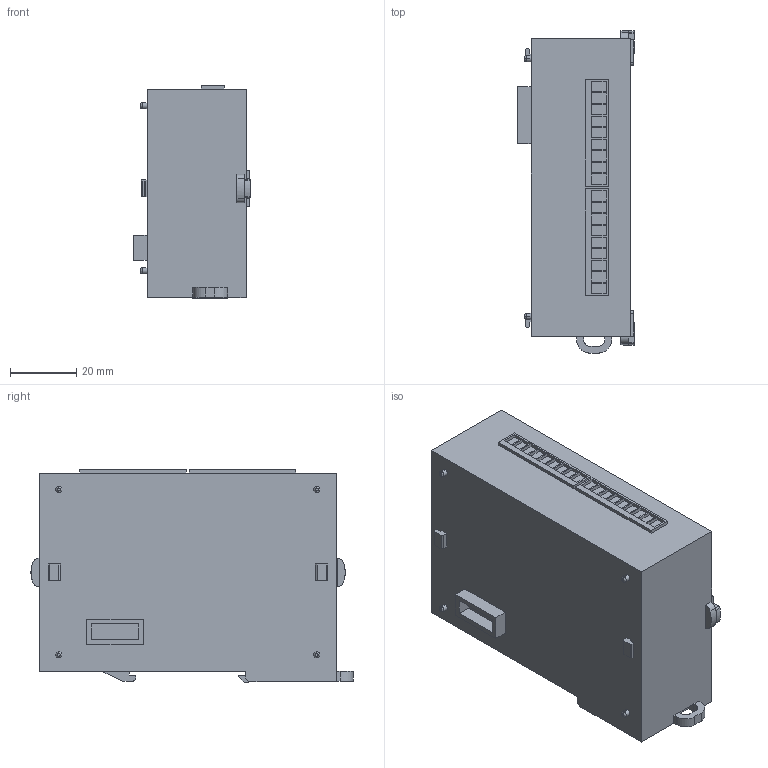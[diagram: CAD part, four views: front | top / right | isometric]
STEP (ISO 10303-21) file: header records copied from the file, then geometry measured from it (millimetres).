
FILE_DESCRIPTION (( 'STEP AP214' ), '1' );
FILE_NAME ('PLC-S-EXD-0808_ÏËÊ S. 08DI_08DO ñåðèè ONI.STEP', '2019-03-01T06:46:33', ( '' ), ( '' ), 'SwSTEP 2.0', 'SolidWorks 2014', '' );
FILE_SCHEMA (( 'AUTOMOTIVE_DESIGN' ));
Length unit declared in the file: millimetre
Products named in the file (2): PLC-S-EXD-0808_ÏËÊ S. 08DI_08DO ñåðèè ONI
Bounding box: 35.2 x 97.44 x 64.28 mm (x, y, z)
Volume: 164266.9 mm3; surface area: 22037.2 mm2
Topology: 1 solids, 1 shells, 304 faces, 785 edges, 518 vertices
Faces by surface type: plane 242, cylinder 54, bspline 8
Entity records: 12654 total; most frequent: CARTESIAN_POINT 1753, ORIENTED_EDGE 1570, DIRECTION 1497, EDGE_CURVE 785, LINE 653, VECTOR 653, VERTEX_POINT 518, AXIS2_PLACEMENT_3D 422
